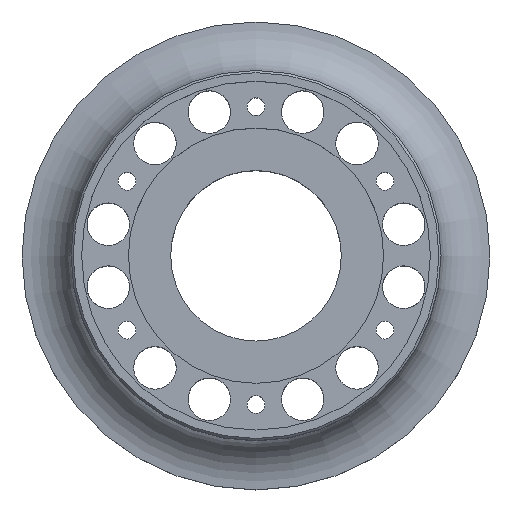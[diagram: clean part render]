
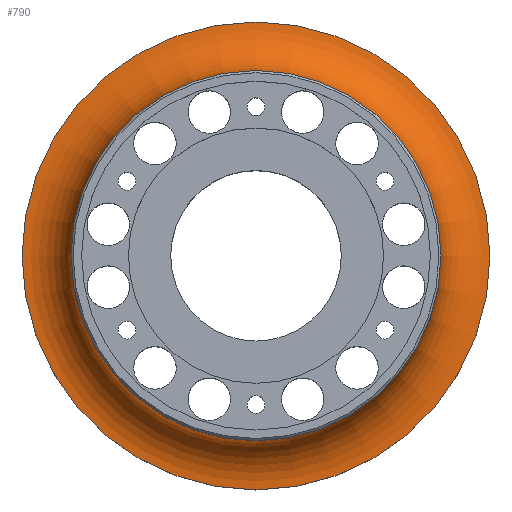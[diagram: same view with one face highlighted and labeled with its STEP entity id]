
A CAD part, top view. The second image highlights one B-rep face of the part: STEP entity #790.
In plain terms, the highlighted toroidal (fillet/blend) face has major radius 55 mm and minor radius 11.5 mm.
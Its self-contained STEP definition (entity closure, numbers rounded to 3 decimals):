
#15=TOROIDAL_SURFACE('',#909,55.,11.5);
#99=FACE_OUTER_BOUND('',#141,.T.);
#141=EDGE_LOOP('',(#668,#669,#670,#671,#672,#673,#674,#675));
#230=CIRCLE('',#821,43.5);
#231=CIRCLE('',#822,43.5);
#232=CIRCLE('',#823,43.5);
#298=CIRCLE('',#910,11.5);
#299=CIRCLE('',#911,55.);
#300=CIRCLE('',#912,55.);
#301=CIRCLE('',#913,55.);
#325=VERTEX_POINT('',#1241);
#326=VERTEX_POINT('',#1242);
#327=VERTEX_POINT('',#1244);
#381=VERTEX_POINT('',#1405);
#382=VERTEX_POINT('',#1407);
#383=VERTEX_POINT('',#1409);
#407=EDGE_CURVE('',#325,#326,#230,.T.);
#408=EDGE_CURVE('',#327,#325,#231,.T.);
#410=EDGE_CURVE('',#326,#327,#232,.T.);
#494=EDGE_CURVE('',#326,#381,#298,.T.);
#495=EDGE_CURVE('',#382,#381,#299,.T.);
#496=EDGE_CURVE('',#383,#382,#300,.T.);
#497=EDGE_CURVE('',#381,#383,#301,.T.);
#668=ORIENTED_EDGE('',*,*,#407,.T.);
#669=ORIENTED_EDGE('',*,*,#494,.T.);
#670=ORIENTED_EDGE('',*,*,#495,.F.);
#671=ORIENTED_EDGE('',*,*,#496,.F.);
#672=ORIENTED_EDGE('',*,*,#497,.F.);
#673=ORIENTED_EDGE('',*,*,#494,.F.);
#674=ORIENTED_EDGE('',*,*,#410,.T.);
#675=ORIENTED_EDGE('',*,*,#408,.T.);
#790=ADVANCED_FACE('',(#99),#15,.F.);
#821=AXIS2_PLACEMENT_3D('',#1243,#958,#959);
#822=AXIS2_PLACEMENT_3D('',#1245,#960,#961);
#823=AXIS2_PLACEMENT_3D('',#1247,#963,#964);
#909=AXIS2_PLACEMENT_3D('',#1404,#1153,#1154);
#910=AXIS2_PLACEMENT_3D('',#1406,#1155,#1156);
#911=AXIS2_PLACEMENT_3D('',#1408,#1157,#1158);
#912=AXIS2_PLACEMENT_3D('',#1410,#1159,#1160);
#913=AXIS2_PLACEMENT_3D('',#1411,#1161,#1162);
#958=DIRECTION('center_axis',(0.,0.,-1.));
#959=DIRECTION('ref_axis',(1.,0.,0.));
#960=DIRECTION('center_axis',(0.,0.,-1.));
#961=DIRECTION('ref_axis',(1.,0.,0.));
#963=DIRECTION('center_axis',(0.,0.,-1.));
#964=DIRECTION('ref_axis',(1.,0.,0.));
#1153=DIRECTION('center_axis',(0.,0.,-1.));
#1154=DIRECTION('ref_axis',(-1.,0.,0.));
#1155=DIRECTION('center_axis',(0.,-1.,0.));
#1156=DIRECTION('ref_axis',(1.,0.,0.));
#1157=DIRECTION('center_axis',(0.,0.,-1.));
#1158=DIRECTION('ref_axis',(1.,0.,0.));
#1159=DIRECTION('center_axis',(0.,0.,-1.));
#1160=DIRECTION('ref_axis',(1.,0.,0.));
#1161=DIRECTION('center_axis',(0.,0.,-1.));
#1162=DIRECTION('ref_axis',(1.,0.,0.));
#1241=CARTESIAN_POINT('',(0.,43.5,23.474));
#1242=CARTESIAN_POINT('',(43.5,0.,23.474));
#1243=CARTESIAN_POINT('Origin',(0.,0.,23.474));
#1244=CARTESIAN_POINT('',(0.,-43.5,23.474));
#1245=CARTESIAN_POINT('Origin',(0.,0.,23.474));
#1247=CARTESIAN_POINT('Origin',(0.,0.,23.474));
#1404=CARTESIAN_POINT('Origin',(0.,0.,23.474));
#1405=CARTESIAN_POINT('',(55.,0.,11.974));
#1406=CARTESIAN_POINT('Origin',(55.,0.,23.474));
#1407=CARTESIAN_POINT('',(0.,55.,11.974));
#1408=CARTESIAN_POINT('Origin',(0.,0.,11.974));
#1409=CARTESIAN_POINT('',(0.,-55.,11.974));
#1410=CARTESIAN_POINT('Origin',(0.,0.,11.974));
#1411=CARTESIAN_POINT('Origin',(0.,0.,11.974));
